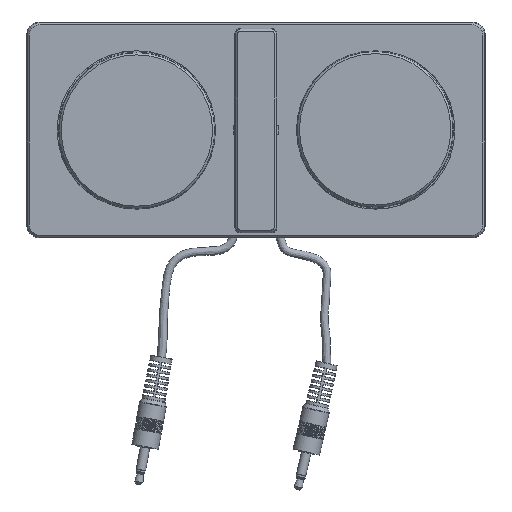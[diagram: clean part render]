
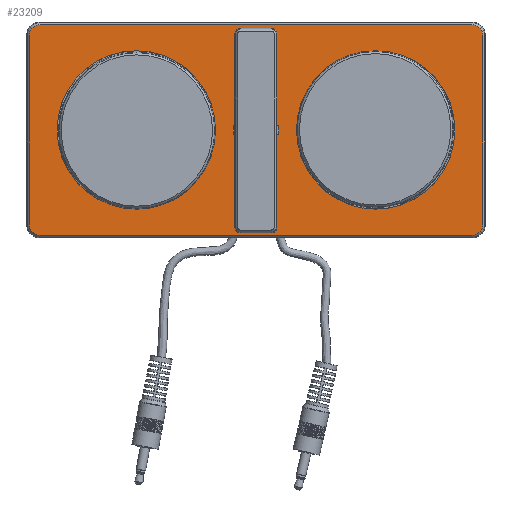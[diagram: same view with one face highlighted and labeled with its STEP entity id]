
A CAD part, top view. The second image highlights one B-rep face of the part: STEP entity #23209.
In plain terms, the highlighted face is planar.
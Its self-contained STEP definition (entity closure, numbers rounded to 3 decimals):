
#1553=FACE_BOUND('',#5258,.T.);
#1554=FACE_BOUND('',#5259,.T.);
#1555=FACE_BOUND('',#5260,.T.);
#2299=CIRCLE('',#24637,4.);
#2300=CIRCLE('',#24640,4.);
#2434=CIRCLE('',#24851,6.5);
#2437=CIRCLE('',#24857,4.);
#2438=CIRCLE('',#24858,4.);
#2439=CIRCLE('',#24859,29.35);
#2440=CIRCLE('',#24860,29.35);
#2441=CIRCLE('',#24861,0.5);
#2442=CIRCLE('',#24862,8.49);
#2443=CIRCLE('',#24863,0.5);
#2444=CIRCLE('',#24864,6.5);
#2445=CIRCLE('',#24865,0.5);
#2446=CIRCLE('',#24866,8.49);
#2447=CIRCLE('',#24867,0.5);
#3823=FACE_OUTER_BOUND('',#5257,.T.);
#5257=EDGE_LOOP('',(#19390,#19391,#19392,#19393,#19394,#19395,#19396,#19397));
#5258=EDGE_LOOP('',(#19398));
#5259=EDGE_LOOP('',(#19399));
#5260=EDGE_LOOP('',(#19400,#19401,#19402,#19403,#19404,#19405,#19406,#19407,
#19408,#19409,#19410,#19411));
#6988=LINE('',#41867,#8631);
#6991=LINE('',#41875,#8634);
#7103=LINE('',#42450,#8746);
#7107=LINE('',#42460,#8750);
#7108=LINE('',#42464,#8751);
#7109=LINE('',#42471,#8752);
#7110=LINE('',#42479,#8753);
#7111=LINE('',#42483,#8754);
#8631=VECTOR('',#28602,10.);
#8634=VECTOR('',#28611,10.);
#8746=VECTOR('',#29149,10.);
#8750=VECTOR('',#29157,10.);
#8751=VECTOR('',#29160,10.);
#8752=VECTOR('',#29167,10.);
#8753=VECTOR('',#29174,10.);
#8754=VECTOR('',#29177,10.);
#10472=VERTEX_POINT('',#41859);
#10473=VERTEX_POINT('',#41861);
#10474=VERTEX_POINT('',#41865);
#10475=VERTEX_POINT('',#41869);
#10476=VERTEX_POINT('',#41873);
#10649=VERTEX_POINT('',#42404);
#10650=VERTEX_POINT('',#42406);
#10656=VERTEX_POINT('',#42449);
#10660=VERTEX_POINT('',#42459);
#10661=VERTEX_POINT('',#42461);
#10662=VERTEX_POINT('',#42463);
#10663=VERTEX_POINT('',#42466);
#10664=VERTEX_POINT('',#42468);
#10665=VERTEX_POINT('',#42470);
#10666=VERTEX_POINT('',#42472);
#10667=VERTEX_POINT('',#42474);
#10668=VERTEX_POINT('',#42476);
#10669=VERTEX_POINT('',#42478);
#10670=VERTEX_POINT('',#42480);
#10671=VERTEX_POINT('',#42482);
#10672=VERTEX_POINT('',#42484);
#10673=VERTEX_POINT('',#42486);
#13411=EDGE_CURVE('',#10472,#10473,#2299,.T.);
#13414=EDGE_CURVE('',#10474,#10472,#6988,.T.);
#13416=EDGE_CURVE('',#10475,#10474,#2300,.T.);
#13418=EDGE_CURVE('',#10476,#10475,#6991,.T.);
#13664=EDGE_CURVE('',#10649,#10650,#2434,.T.);
#13672=EDGE_CURVE('',#10656,#10650,#7103,.T.);
#13677=EDGE_CURVE('',#10473,#10660,#7107,.T.);
#13678=EDGE_CURVE('',#10661,#10476,#2437,.T.);
#13679=EDGE_CURVE('',#10662,#10661,#7108,.T.);
#13680=EDGE_CURVE('',#10660,#10662,#2438,.T.);
#13681=EDGE_CURVE('',#10663,#10663,#2439,.T.);
#13682=EDGE_CURVE('',#10664,#10664,#2440,.T.);
#13683=EDGE_CURVE('',#10649,#10665,#7109,.T.);
#13684=EDGE_CURVE('',#10666,#10665,#2441,.T.);
#13685=EDGE_CURVE('',#10666,#10667,#2442,.T.);
#13686=EDGE_CURVE('',#10668,#10667,#2443,.T.);
#13687=EDGE_CURVE('',#10668,#10669,#7110,.T.);
#13688=EDGE_CURVE('',#10670,#10669,#2444,.T.);
#13689=EDGE_CURVE('',#10670,#10671,#7111,.T.);
#13690=EDGE_CURVE('',#10672,#10671,#2445,.T.);
#13691=EDGE_CURVE('',#10672,#10673,#2446,.T.);
#13692=EDGE_CURVE('',#10656,#10673,#2447,.T.);
#19390=ORIENTED_EDGE('',*,*,#13677,.F.);
#19391=ORIENTED_EDGE('',*,*,#13411,.F.);
#19392=ORIENTED_EDGE('',*,*,#13414,.F.);
#19393=ORIENTED_EDGE('',*,*,#13416,.F.);
#19394=ORIENTED_EDGE('',*,*,#13418,.F.);
#19395=ORIENTED_EDGE('',*,*,#13678,.F.);
#19396=ORIENTED_EDGE('',*,*,#13679,.F.);
#19397=ORIENTED_EDGE('',*,*,#13680,.F.);
#19398=ORIENTED_EDGE('',*,*,#13681,.T.);
#19399=ORIENTED_EDGE('',*,*,#13682,.T.);
#19400=ORIENTED_EDGE('',*,*,#13664,.F.);
#19401=ORIENTED_EDGE('',*,*,#13683,.T.);
#19402=ORIENTED_EDGE('',*,*,#13684,.F.);
#19403=ORIENTED_EDGE('',*,*,#13685,.T.);
#19404=ORIENTED_EDGE('',*,*,#13686,.F.);
#19405=ORIENTED_EDGE('',*,*,#13687,.T.);
#19406=ORIENTED_EDGE('',*,*,#13688,.F.);
#19407=ORIENTED_EDGE('',*,*,#13689,.T.);
#19408=ORIENTED_EDGE('',*,*,#13690,.F.);
#19409=ORIENTED_EDGE('',*,*,#13691,.T.);
#19410=ORIENTED_EDGE('',*,*,#13692,.F.);
#19411=ORIENTED_EDGE('',*,*,#13672,.T.);
#22207=PLANE('',#24856);
#23209=ADVANCED_FACE('',(#3823,#1553,#1554,#1555),#22207,.T.);
#24637=AXIS2_PLACEMENT_3D('',#41862,#28596,#28597);
#24640=AXIS2_PLACEMENT_3D('',#41871,#28606,#28607);
#24851=AXIS2_PLACEMENT_3D('',#42407,#29138,#29139);
#24856=AXIS2_PLACEMENT_3D('',#42458,#29155,#29156);
#24857=AXIS2_PLACEMENT_3D('',#42462,#29158,#29159);
#24858=AXIS2_PLACEMENT_3D('',#42465,#29161,#29162);
#24859=AXIS2_PLACEMENT_3D('',#42467,#29163,#29164);
#24860=AXIS2_PLACEMENT_3D('',#42469,#29165,#29166);
#24861=AXIS2_PLACEMENT_3D('',#42473,#29168,#29169);
#24862=AXIS2_PLACEMENT_3D('',#42475,#29170,#29171);
#24863=AXIS2_PLACEMENT_3D('',#42477,#29172,#29173);
#24864=AXIS2_PLACEMENT_3D('',#42481,#29175,#29176);
#24865=AXIS2_PLACEMENT_3D('',#42485,#29178,#29179);
#24866=AXIS2_PLACEMENT_3D('',#42487,#29180,#29181);
#24867=AXIS2_PLACEMENT_3D('',#42488,#29182,#29183);
#28596=DIRECTION('center_axis',(0.,0.,1.));
#28597=DIRECTION('ref_axis',(0.,-1.,0.));
#28602=DIRECTION('',(0.,-1.,0.));
#28606=DIRECTION('center_axis',(0.,0.,1.));
#28607=DIRECTION('ref_axis',(-1.,0.,0.));
#28611=DIRECTION('',(-1.,0.,0.));
#29138=DIRECTION('center_axis',(0.,0.,-1.));
#29139=DIRECTION('ref_axis',(1.,0.,0.));
#29149=DIRECTION('',(-0.978,-0.208,0.));
#29155=DIRECTION('center_axis',(0.,0.,-1.));
#29156=DIRECTION('ref_axis',(1.,0.,0.));
#29157=DIRECTION('',(1.,0.,0.));
#29158=DIRECTION('center_axis',(0.,0.,1.));
#29159=DIRECTION('ref_axis',(0.,1.,0.));
#29160=DIRECTION('',(0.,1.,0.));
#29161=DIRECTION('center_axis',(0.,0.,1.));
#29162=DIRECTION('ref_axis',(1.,0.,0.));
#29163=DIRECTION('center_axis',(0.,0.,1.));
#29164=DIRECTION('ref_axis',(1.,0.,0.));
#29165=DIRECTION('center_axis',(0.,0.,1.));
#29166=DIRECTION('ref_axis',(1.,0.,0.));
#29167=DIRECTION('',(-0.978,0.208,0.));
#29168=DIRECTION('center_axis',(0.,0.,-1.));
#29169=DIRECTION('ref_axis',(-0.571,0.821,0.));
#29170=DIRECTION('center_axis',(0.,0.,1.));
#29171=DIRECTION('ref_axis',(-1.,0.,0.));
#29172=DIRECTION('center_axis',(0.,0.,-1.));
#29173=DIRECTION('ref_axis',(-0.571,-0.821,0.));
#29174=DIRECTION('',(0.978,0.208,0.));
#29175=DIRECTION('center_axis',(0.,0.,-1.));
#29176=DIRECTION('ref_axis',(1.,0.,0.));
#29177=DIRECTION('',(0.978,-0.208,0.));
#29178=DIRECTION('center_axis',(0.,0.,-1.));
#29179=DIRECTION('ref_axis',(0.571,-0.821,0.));
#29180=DIRECTION('center_axis',(0.,0.,1.));
#29181=DIRECTION('ref_axis',(1.,0.,0.));
#29182=DIRECTION('center_axis',(0.,0.,-1.));
#29183=DIRECTION('ref_axis',(0.571,0.821,0.));
#41859=CARTESIAN_POINT('',(-84.,-35.,4.));
#41861=CARTESIAN_POINT('',(-80.,-39.,4.));
#41862=CARTESIAN_POINT('Origin',(-80.,-35.,4.));
#41865=CARTESIAN_POINT('',(-84.,35.,4.));
#41867=CARTESIAN_POINT('',(-84.,-17.5,4.));
#41869=CARTESIAN_POINT('',(-80.,39.,4.));
#41871=CARTESIAN_POINT('Origin',(-80.,35.,4.));
#41873=CARTESIAN_POINT('',(80.,39.,4.));
#41875=CARTESIAN_POINT('',(-40.,39.,4.));
#42404=CARTESIAN_POINT('',(-6.358,1.351,4.));
#42406=CARTESIAN_POINT('',(6.358,1.351,4.));
#42407=CARTESIAN_POINT('Origin',(0.,0.,4.));
#42449=CARTESIAN_POINT('',(7.8,1.658,4.));
#42450=CARTESIAN_POINT('',(3.543,0.753,4.));
#42458=CARTESIAN_POINT('Origin',(0.,0.,
4.));
#42459=CARTESIAN_POINT('',(80.,-39.,4.));
#42460=CARTESIAN_POINT('',(40.,-39.,4.));
#42461=CARTESIAN_POINT('',(84.,35.,4.));
#42462=CARTESIAN_POINT('Origin',(80.,35.,4.));
#42463=CARTESIAN_POINT('',(84.,-35.,4.));
#42464=CARTESIAN_POINT('',(84.,17.5,4.));
#42465=CARTESIAN_POINT('Origin',(80.,-35.,4.));
#42466=CARTESIAN_POINT('',(-73.7,0.,4.));
#42467=CARTESIAN_POINT('Origin',(-44.35,0.,4.));
#42468=CARTESIAN_POINT('',(15.,0.,4.));
#42469=CARTESIAN_POINT('Origin',(44.35,0.,4.));
#42470=CARTESIAN_POINT('',(-7.8,1.658,4.));
#42471=CARTESIAN_POINT('',(-3.543,0.753,4.));
#42472=CARTESIAN_POINT('',(-8.399,1.242,4.));
#42473=CARTESIAN_POINT('Origin',(-7.904,1.169,4.));
#42474=CARTESIAN_POINT('',(-8.399,-1.242,4.));
#42475=CARTESIAN_POINT('Origin',(0.,0.,4.));
#42476=CARTESIAN_POINT('',(-7.8,-1.658,4.));
#42477=CARTESIAN_POINT('Origin',(-7.904,-1.169,4.));
#42478=CARTESIAN_POINT('',(-6.358,-1.351,4.));
#42479=CARTESIAN_POINT('',(-3.543,-0.753,4.));
#42480=CARTESIAN_POINT('',(6.358,-1.351,4.));
#42481=CARTESIAN_POINT('Origin',(0.,0.,4.));
#42482=CARTESIAN_POINT('',(7.8,-1.658,4.));
#42483=CARTESIAN_POINT('',(3.543,-0.753,4.));
#42484=CARTESIAN_POINT('',(8.399,-1.242,4.));
#42485=CARTESIAN_POINT('Origin',(7.904,-1.169,4.));
#42486=CARTESIAN_POINT('',(8.399,1.242,4.));
#42487=CARTESIAN_POINT('Origin',(0.,0.,4.));
#42488=CARTESIAN_POINT('Origin',(7.904,1.169,4.));
